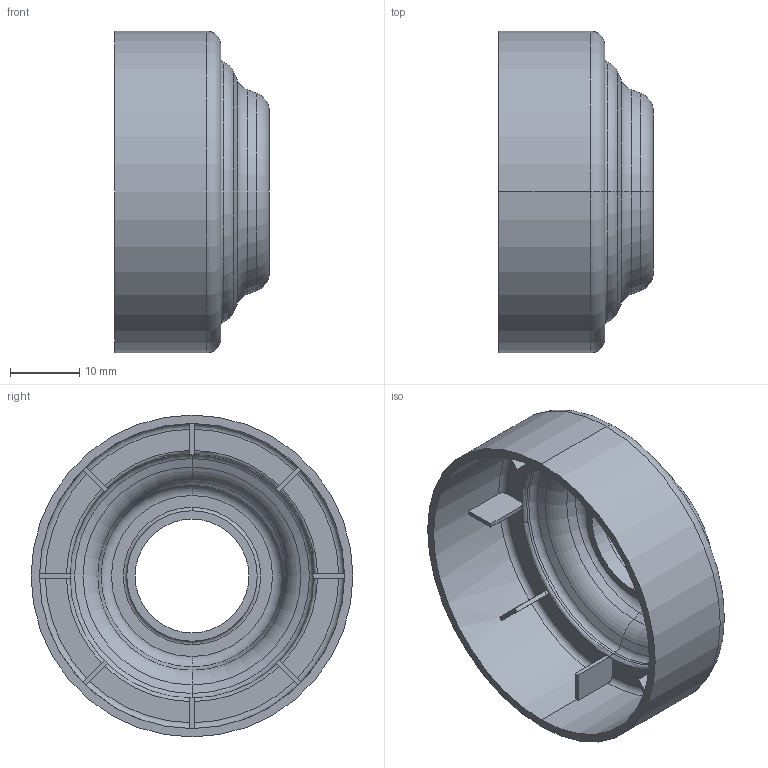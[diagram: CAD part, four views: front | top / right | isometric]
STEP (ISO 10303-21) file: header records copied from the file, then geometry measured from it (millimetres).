
FILE_DESCRIPTION (( 'STEP AP203' ), '1' );
FILE_NAME ('风罩-A型-晨光-加厚-塑料+导风槽.STEP', '2021-04-26T07:41:00', ( '' ), ( '' ), 'SwSTEP 2.0', 'SolidWorks 2021', '' );
FILE_SCHEMA (( 'CONFIG_CONTROL_DESIGN' ));
Length unit declared in the file: millimetre
Products named in the file (1): 风罩-A型-晨光-加厚-塑料+导风槽
Bounding box: 22.3 x 46.4 x 46.4 mm (x, y, z)
Volume: 4802.8 mm3; surface area: 8449.9 mm2
Topology: 1 solids, 1 shells, 101 faces, 244 edges, 148 vertices
Faces by surface type: plane 45, torus 30, cylinder 10, cone 8, bspline 8
Entity records: 3253 total; most frequent: CARTESIAN_POINT 838, DIRECTION 506, ORIENTED_EDGE 488, EDGE_CURVE 244, AXIS2_PLACEMENT_3D 208, VERTEX_POINT 148, CIRCLE 114, EDGE_LOOP 106
